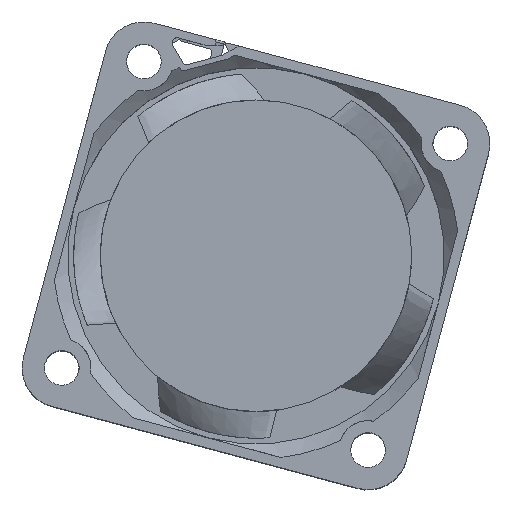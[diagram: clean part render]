
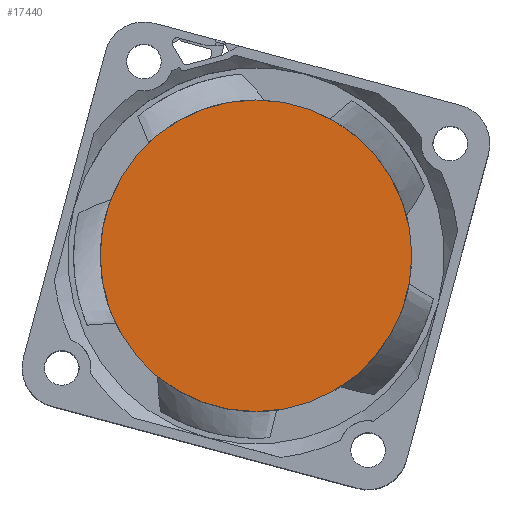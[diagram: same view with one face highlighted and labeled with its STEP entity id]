
A CAD part, top view. The second image highlights one B-rep face of the part: STEP entity #17440.
In plain terms, the highlighted planar face has unit normal (0, 0, 1).
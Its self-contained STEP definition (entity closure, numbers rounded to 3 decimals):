
#15741=CARTESIAN_POINT('',(0.,0.,0.));
#15742=DIRECTION('',(0.,0.,1.));
#15743=DIRECTION('',(1.,0.,0.));
#15744=AXIS2_PLACEMENT_3D('',#15741,#15742,#15743);
#15746=CARTESIAN_POINT('',(0.,0.,0.));
#15747=DIRECTION('',(0.,0.,1.));
#15748=DIRECTION('',(-1.,0.,0.));
#15749=AXIS2_PLACEMENT_3D('',#15746,#15747,#15748);
#16023=CARTESIAN_POINT('',(15.717,0.,0.));
#16024=CARTESIAN_POINT('',(-15.717,0.,0.));
#16025=VERTEX_POINT('',#16023);
#16026=VERTEX_POINT('',#16024);
#17431=CARTESIAN_POINT('',(0.,0.,0.));
#17432=DIRECTION('',(0.,0.,1.));
#17433=DIRECTION('',(1.,0.,0.));
#17434=AXIS2_PLACEMENT_3D('',#17431,#17432,#17433);
#17435=PLANE('',#17434);
#17436=ORIENTED_EDGE('',*,*,#16494,.F.);
#17437=ORIENTED_EDGE('',*,*,#17396,.F.);
#17438=EDGE_LOOP('',(#17436,#17437));
#17439=FACE_OUTER_BOUND('',#17438,.F.);
#17440=ADVANCED_FACE('',(#17439),#17435,.T.);
#15745=CIRCLE('',#15744,15.717);
#15750=CIRCLE('',#15749,15.717);
#16494=EDGE_CURVE('',#16025,#16026,#15745,.T.);
#17396=EDGE_CURVE('',#16026,#16025,#15750,.T.);
